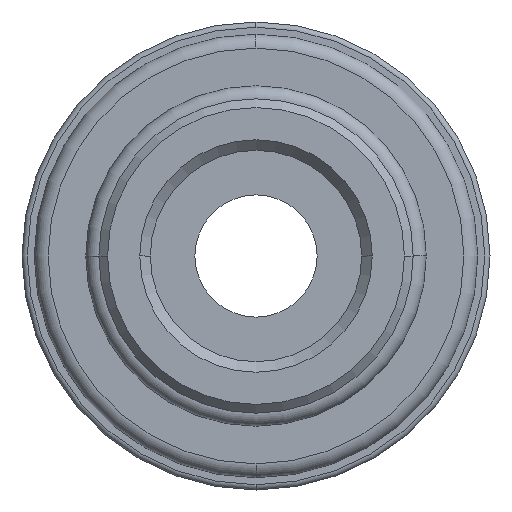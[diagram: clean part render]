
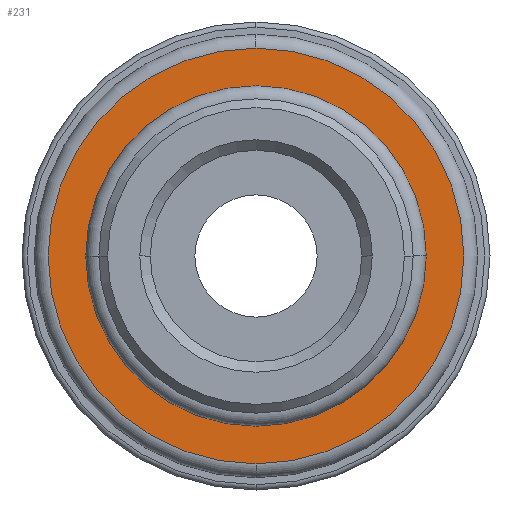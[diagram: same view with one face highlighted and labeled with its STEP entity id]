
A CAD part, front view. The second image highlights one B-rep face of the part: STEP entity #231.
In plain terms, the highlighted planar face has unit normal (0, -1, 0).
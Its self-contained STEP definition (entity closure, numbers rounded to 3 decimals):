
#231=ADVANCED_FACE('',(#485,#486),#487,.T.);
#485=FACE_BOUND('',#754,.T.);
#486=FACE_OUTER_BOUND('',#755,.T.);
#487=PLANE('',#756);
#754=EDGE_LOOP('',(#1344,#1345,#1346));
#755=EDGE_LOOP('',(#1347,#1348,#1349));
#756=AXIS2_PLACEMENT_3D('',#1350,#1351,#1352);
#1344=ORIENTED_EDGE('',*,*,#1767,.T.);
#1345=ORIENTED_EDGE('',*,*,#1759,.T.);
#1346=ORIENTED_EDGE('',*,*,#1768,.T.);
#1347=ORIENTED_EDGE('',*,*,#1631,.F.);
#1348=ORIENTED_EDGE('',*,*,#1630,.F.);
#1349=ORIENTED_EDGE('',*,*,#1769,.F.);
#1350=CARTESIAN_POINT('',(10.45,2.5,0.0));
#1351=DIRECTION('',(-0.0,-1.0,-0.0));
#1352=DIRECTION('',(-1.0,0.0,0.0));
#1630=EDGE_CURVE('',#1967,#1970,#1971,.T.);
#1631=EDGE_CURVE('',#1970,#1972,#1973,.T.);
#1759=EDGE_CURVE('',#2141,#2143,#2145,.T.);
#1767=EDGE_CURVE('',#2153,#2141,#2154,.T.);
#1768=EDGE_CURVE('',#2143,#2153,#2155,.T.);
#1769=EDGE_CURVE('',#1972,#1967,#2156,.T.);
#1967=VERTEX_POINT('',#2467);
#1970=VERTEX_POINT('',#2470);
#1971=CIRCLE('',#2471,11.9);
#1972=VERTEX_POINT('',#2472);
#1973=CIRCLE('',#2473,11.9);
#2141=VERTEX_POINT('',#2700);
#2143=VERTEX_POINT('',#2702);
#2145=CIRCLE('',#2704,9.75);
#2153=VERTEX_POINT('',#2712);
#2154=CIRCLE('',#2713,9.75);
#2155=CIRCLE('',#2714,9.75);
#2156=CIRCLE('',#2715,11.9);
#2467=CARTESIAN_POINT('',(0.,2.5,11.9));
#2470=CARTESIAN_POINT('',(11.9,2.5,0.0));
#2471=AXIS2_PLACEMENT_3D('',#2933,#2934,#2935);
#2472=CARTESIAN_POINT('',(0.,2.5,-11.9));
#2473=AXIS2_PLACEMENT_3D('',#2936,#2937,#2938);
#2700=CARTESIAN_POINT('',(9.75,2.5,0.));
#2702=CARTESIAN_POINT('',(-9.75,2.5,0.));
#2704=AXIS2_PLACEMENT_3D('',#3151,#3152,#3153);
#2712=CARTESIAN_POINT('',(0.,2.5,9.75));
#2713=AXIS2_PLACEMENT_3D('',#3157,#3158,#3159);
#2714=AXIS2_PLACEMENT_3D('',#3160,#3161,#3162);
#2715=AXIS2_PLACEMENT_3D('',#3163,#3164,#3165);
#2933=CARTESIAN_POINT('',(0.0,2.5,0.0));
#2934=DIRECTION('',(-0.0,1.0,0.0));
#2935=DIRECTION('',(1.0,0.0,0.0));
#2936=CARTESIAN_POINT('',(0.0,2.5,0.0));
#2937=DIRECTION('',(-0.0,1.0,0.0));
#2938=DIRECTION('',(1.0,0.0,0.0));
#3151=CARTESIAN_POINT('',(0.0,2.5,0.0));
#3152=DIRECTION('',(0.0,1.0,0.0));
#3153=DIRECTION('',(0.0,0.0,-1.0));
#3157=CARTESIAN_POINT('',(0.0,2.5,0.0));
#3158=DIRECTION('',(0.0,1.0,0.0));
#3159=DIRECTION('',(0.0,0.0,-1.0));
#3160=CARTESIAN_POINT('',(0.0,2.5,0.0));
#3161=DIRECTION('',(0.0,1.0,0.0));
#3162=DIRECTION('',(0.0,0.0,-1.0));
#3163=CARTESIAN_POINT('',(0.0,2.5,0.0));
#3164=DIRECTION('',(-0.0,1.0,0.0));
#3165=DIRECTION('',(1.0,0.0,0.0));
